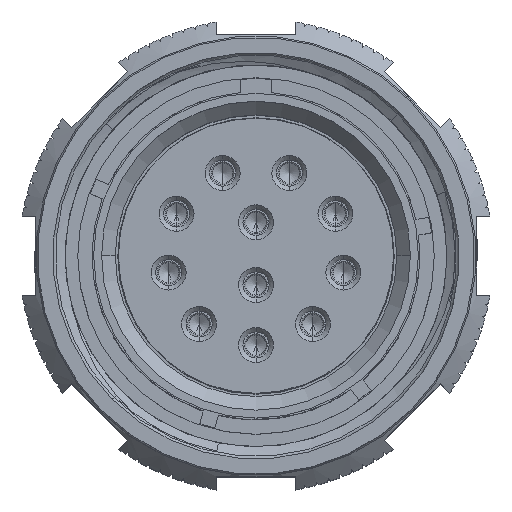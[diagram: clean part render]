
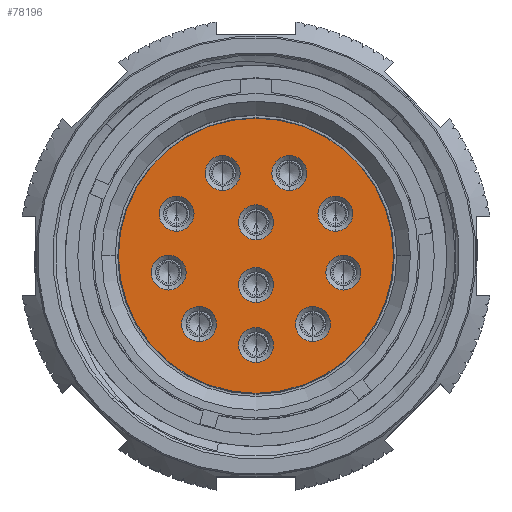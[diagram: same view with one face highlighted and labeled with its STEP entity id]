
A CAD part, top view. The second image highlights one B-rep face of the part: STEP entity #78196.
In plain terms, the highlighted planar face has unit normal (0, 0, 1).
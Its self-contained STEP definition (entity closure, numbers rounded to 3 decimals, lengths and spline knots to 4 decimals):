
#34388=CARTESIAN_POINT('',(0.,0.,0.583));
#34389=DIRECTION('',(0.,0.,1.));
#34390=DIRECTION('',(0.,1.,0.));
#34391=AXIS2_PLACEMENT_3D('',#34388,#34389,#34390);
#34393=CARTESIAN_POINT('',(0.,0.,0.583));
#34394=DIRECTION('',(0.,0.,-1.));
#34395=DIRECTION('',(0.,1.,0.));
#34396=AXIS2_PLACEMENT_3D('',#34393,#34394,#34395);
#34398=CARTESIAN_POINT('',(0.105,0.26,0.583));
#34399=DIRECTION('',(0.,0.,1.));
#34400=DIRECTION('',(0.,1.,0.));
#34401=AXIS2_PLACEMENT_3D('',#34398,#34399,#34400);
#34403=CARTESIAN_POINT('',(0.105,0.26,0.583));
#34404=DIRECTION('',(0.,0.,1.));
#34405=DIRECTION('',(0.,-1.,0.));
#34406=AXIS2_PLACEMENT_3D('',#34403,#34404,#34405);
#34408=CARTESIAN_POINT('',(0.25,0.132,0.583));
#34409=DIRECTION('',(0.,0.,1.));
#34410=DIRECTION('',(0.,1.,0.));
#34411=AXIS2_PLACEMENT_3D('',#34408,#34409,#34410);
#34413=CARTESIAN_POINT('',(0.25,0.132,0.583));
#34414=DIRECTION('',(0.,0.,1.));
#34415=DIRECTION('',(0.,-1.,0.));
#34416=AXIS2_PLACEMENT_3D('',#34413,#34414,#34415);
#34418=CARTESIAN_POINT('',(0.275,-0.053,0.583));
#34419=DIRECTION('',(0.,0.,1.));
#34420=DIRECTION('',(0.,1.,0.));
#34421=AXIS2_PLACEMENT_3D('',#34418,#34419,#34420);
#34423=CARTESIAN_POINT('',(0.275,-0.053,0.583));
#34424=DIRECTION('',(0.,0.,1.));
#34425=DIRECTION('',(0.,-1.,0.));
#34426=AXIS2_PLACEMENT_3D('',#34423,#34424,#34425);
#34428=CARTESIAN_POINT('',(0.179,-0.215,0.583));
#34429=DIRECTION('',(0.,0.,1.));
#34430=DIRECTION('',(0.,1.,0.));
#34431=AXIS2_PLACEMENT_3D('',#34428,#34429,#34430);
#34433=CARTESIAN_POINT('',(0.179,-0.215,0.583));
#34434=DIRECTION('',(0.,0.,1.));
#34435=DIRECTION('',(0.,-1.,0.));
#34436=AXIS2_PLACEMENT_3D('',#34433,#34434,#34435);
#34438=CARTESIAN_POINT('',(0.,-0.281,0.583));
#34439=DIRECTION('',(0.,0.,1.));
#34440=DIRECTION('',(0.,1.,0.));
#34441=AXIS2_PLACEMENT_3D('',#34438,#34439,#34440);
#34443=CARTESIAN_POINT('',(0.,-0.281,0.583));
#34444=DIRECTION('',(0.,0.,1.));
#34445=DIRECTION('',(0.,-1.,0.));
#34446=AXIS2_PLACEMENT_3D('',#34443,#34444,#34445);
#34448=CARTESIAN_POINT('',(-0.179,-0.215,0.583));
#34449=DIRECTION('',(0.,0.,1.));
#34450=DIRECTION('',(0.,1.,0.));
#34451=AXIS2_PLACEMENT_3D('',#34448,#34449,#34450);
#34453=CARTESIAN_POINT('',(-0.179,-0.215,0.583));
#34454=DIRECTION('',(0.,0.,1.));
#34455=DIRECTION('',(0.,-1.,0.));
#34456=AXIS2_PLACEMENT_3D('',#34453,#34454,#34455);
#34458=CARTESIAN_POINT('',(-0.275,-0.053,0.583));
#34459=DIRECTION('',(0.,0.,1.));
#34460=DIRECTION('',(0.,1.,0.));
#34461=AXIS2_PLACEMENT_3D('',#34458,#34459,#34460);
#34463=CARTESIAN_POINT('',(-0.275,-0.053,0.583));
#34464=DIRECTION('',(0.,0.,1.));
#34465=DIRECTION('',(0.,-1.,0.));
#34466=AXIS2_PLACEMENT_3D('',#34463,#34464,#34465);
#34468=CARTESIAN_POINT('',(-0.25,0.132,0.583));
#34469=DIRECTION('',(0.,0.,1.));
#34470=DIRECTION('',(0.,1.,0.));
#34471=AXIS2_PLACEMENT_3D('',#34468,#34469,#34470);
#34473=CARTESIAN_POINT('',(-0.25,0.132,0.583));
#34474=DIRECTION('',(0.,0.,1.));
#34475=DIRECTION('',(0.,-1.,0.));
#34476=AXIS2_PLACEMENT_3D('',#34473,#34474,#34475);
#34478=CARTESIAN_POINT('',(-0.105,0.26,0.583));
#34479=DIRECTION('',(0.,0.,1.));
#34480=DIRECTION('',(0.,1.,0.));
#34481=AXIS2_PLACEMENT_3D('',#34478,#34479,#34480);
#34483=CARTESIAN_POINT('',(-0.105,0.26,0.583));
#34484=DIRECTION('',(0.,0.,1.));
#34485=DIRECTION('',(0.,-1.,0.));
#34486=AXIS2_PLACEMENT_3D('',#34483,#34484,#34485);
#34488=CARTESIAN_POINT('',(0.,0.105,0.583));
#34489=DIRECTION('',(0.,0.,1.));
#34490=DIRECTION('',(0.,1.,0.));
#34491=AXIS2_PLACEMENT_3D('',#34488,#34489,#34490);
#34493=CARTESIAN_POINT('',(0.,0.105,0.583));
#34494=DIRECTION('',(0.,0.,1.));
#34495=DIRECTION('',(0.,-1.,0.));
#34496=AXIS2_PLACEMENT_3D('',#34493,#34494,#34495);
#34498=CARTESIAN_POINT('',(0.,-0.092,0.583));
#34499=DIRECTION('',(0.,0.,1.));
#34500=DIRECTION('',(0.,1.,0.));
#34501=AXIS2_PLACEMENT_3D('',#34498,#34499,#34500);
#34503=CARTESIAN_POINT('',(0.,-0.092,0.583));
#34504=DIRECTION('',(0.,0.,1.));
#34505=DIRECTION('',(0.,-1.,0.));
#34506=AXIS2_PLACEMENT_3D('',#34503,#34504,#34505);
#41113=CARTESIAN_POINT('',(0.,0.433,0.583));
#41115=VERTEX_POINT('',#41113);
#41121=CARTESIAN_POINT('',(0.,-0.433,0.583));
#41123=VERTEX_POINT('',#41121);
#41163=CARTESIAN_POINT('',(0.105,0.315,0.583));
#41164=CARTESIAN_POINT('',(0.105,0.205,0.583));
#41165=VERTEX_POINT('',#41163);
#41166=VERTEX_POINT('',#41164);
#41195=CARTESIAN_POINT('',(0.25,0.187,0.583));
#41196=VERTEX_POINT('',#41195);
#41201=CARTESIAN_POINT('',(0.25,0.077,0.583));
#41202=VERTEX_POINT('',#41201);
#41227=CARTESIAN_POINT('',(0.275,0.002,0.583));
#41228=VERTEX_POINT('',#41227);
#41233=CARTESIAN_POINT('',(0.275,-0.108,0.583));
#41234=VERTEX_POINT('',#41233);
#41259=CARTESIAN_POINT('',(0.179,-0.16,0.583));
#41260=VERTEX_POINT('',#41259);
#41265=CARTESIAN_POINT('',(0.179,-0.27,0.583));
#41266=VERTEX_POINT('',#41265);
#41291=CARTESIAN_POINT('',(0.,-0.226,0.583));
#41292=VERTEX_POINT('',#41291);
#41297=CARTESIAN_POINT('',(0.,-0.336,0.583));
#41298=VERTEX_POINT('',#41297);
#41323=CARTESIAN_POINT('',(-0.179,-0.16,0.583));
#41324=VERTEX_POINT('',#41323);
#41329=CARTESIAN_POINT('',(-0.179,-0.27,0.583));
#41330=VERTEX_POINT('',#41329);
#41355=CARTESIAN_POINT('',(-0.275,0.002,0.583));
#41356=VERTEX_POINT('',#41355);
#41361=CARTESIAN_POINT('',(-0.275,-0.108,0.583));
#41362=VERTEX_POINT('',#41361);
#41387=CARTESIAN_POINT('',(-0.25,0.187,0.583));
#41388=VERTEX_POINT('',#41387);
#41393=CARTESIAN_POINT('',(-0.25,0.077,0.583));
#41394=VERTEX_POINT('',#41393);
#41419=CARTESIAN_POINT('',(-0.105,0.315,0.583));
#41420=VERTEX_POINT('',#41419);
#41425=CARTESIAN_POINT('',(-0.105,0.205,0.583));
#41426=VERTEX_POINT('',#41425);
#41451=CARTESIAN_POINT('',(0.,0.16,0.583));
#41452=VERTEX_POINT('',#41451);
#41457=CARTESIAN_POINT('',(0.,0.05,0.583));
#41458=VERTEX_POINT('',#41457);
#41483=CARTESIAN_POINT('',(0.,-0.037,0.583));
#41484=VERTEX_POINT('',#41483);
#41489=CARTESIAN_POINT('',(0.,-0.147,0.583));
#41490=VERTEX_POINT('',#41489);
#78121=CARTESIAN_POINT('',(0.,0.,0.583));
#78122=DIRECTION('',(0.,0.,-1.));
#78123=DIRECTION('',(0.,-1.,0.));
#78124=AXIS2_PLACEMENT_3D('',#78121,#78122,#78123);
#78125=PLANE('',#78124);
#78126=ORIENTED_EDGE('',*,*,#78100,.F.);
#78127=ORIENTED_EDGE('',*,*,#78116,.T.);
#78128=EDGE_LOOP('',(#78126,#78127));
#78129=FACE_OUTER_BOUND('',#78128,.F.);
#78131=ORIENTED_EDGE('',*,*,#78130,.T.);
#78133=ORIENTED_EDGE('',*,*,#78132,.T.);
#78134=EDGE_LOOP('',(#78131,#78133));
#78135=FACE_BOUND('',#78134,.F.);
#78137=ORIENTED_EDGE('',*,*,#78136,.T.);
#78139=ORIENTED_EDGE('',*,*,#78138,.T.);
#78140=EDGE_LOOP('',(#78137,#78139));
#78141=FACE_BOUND('',#78140,.F.);
#78143=ORIENTED_EDGE('',*,*,#78142,.T.);
#78145=ORIENTED_EDGE('',*,*,#78144,.T.);
#78146=EDGE_LOOP('',(#78143,#78145));
#78147=FACE_BOUND('',#78146,.F.);
#78149=ORIENTED_EDGE('',*,*,#78148,.T.);
#78151=ORIENTED_EDGE('',*,*,#78150,.T.);
#78152=EDGE_LOOP('',(#78149,#78151));
#78153=FACE_BOUND('',#78152,.F.);
#78155=ORIENTED_EDGE('',*,*,#78154,.T.);
#78157=ORIENTED_EDGE('',*,*,#78156,.T.);
#78158=EDGE_LOOP('',(#78155,#78157));
#78159=FACE_BOUND('',#78158,.F.);
#78161=ORIENTED_EDGE('',*,*,#78160,.T.);
#78163=ORIENTED_EDGE('',*,*,#78162,.T.);
#78164=EDGE_LOOP('',(#78161,#78163));
#78165=FACE_BOUND('',#78164,.F.);
#78167=ORIENTED_EDGE('',*,*,#78166,.T.);
#78169=ORIENTED_EDGE('',*,*,#78168,.T.);
#78170=EDGE_LOOP('',(#78167,#78169));
#78171=FACE_BOUND('',#78170,.F.);
#78173=ORIENTED_EDGE('',*,*,#78172,.T.);
#78175=ORIENTED_EDGE('',*,*,#78174,.T.);
#78176=EDGE_LOOP('',(#78173,#78175));
#78177=FACE_BOUND('',#78176,.F.);
#78179=ORIENTED_EDGE('',*,*,#78178,.T.);
#78181=ORIENTED_EDGE('',*,*,#78180,.T.);
#78182=EDGE_LOOP('',(#78179,#78181));
#78183=FACE_BOUND('',#78182,.F.);
#78185=ORIENTED_EDGE('',*,*,#78184,.T.);
#78187=ORIENTED_EDGE('',*,*,#78186,.T.);
#78188=EDGE_LOOP('',(#78185,#78187));
#78189=FACE_BOUND('',#78188,.F.);
#78191=ORIENTED_EDGE('',*,*,#78190,.T.);
#78193=ORIENTED_EDGE('',*,*,#78192,.T.);
#78194=EDGE_LOOP('',(#78191,#78193));
#78195=FACE_BOUND('',#78194,.F.);
#78196=ADVANCED_FACE('',(#78129,#78135,#78141,#78147,#78153,#78159,#78165,
#78171,#78177,#78183,#78189,#78195),#78125,.F.);
#34392=CIRCLE('',#34391,0.433);
#34397=CIRCLE('',#34396,0.433);
#34402=CIRCLE('',#34401,0.055);
#34407=CIRCLE('',#34406,0.055);
#34412=CIRCLE('',#34411,0.055);
#34417=CIRCLE('',#34416,0.055);
#34422=CIRCLE('',#34421,0.055);
#34427=CIRCLE('',#34426,0.055);
#34432=CIRCLE('',#34431,0.055);
#34437=CIRCLE('',#34436,0.055);
#34442=CIRCLE('',#34441,0.055);
#34447=CIRCLE('',#34446,0.055);
#34452=CIRCLE('',#34451,0.055);
#34457=CIRCLE('',#34456,0.055);
#34462=CIRCLE('',#34461,0.055);
#34467=CIRCLE('',#34466,0.055);
#34472=CIRCLE('',#34471,0.055);
#34477=CIRCLE('',#34476,0.055);
#34482=CIRCLE('',#34481,0.055);
#34487=CIRCLE('',#34486,0.055);
#34492=CIRCLE('',#34491,0.055);
#34497=CIRCLE('',#34496,0.055);
#34502=CIRCLE('',#34501,0.055);
#34507=CIRCLE('',#34506,0.055);
#78100=EDGE_CURVE('',#41115,#41123,#34392,.T.);
#78116=EDGE_CURVE('',#41115,#41123,#34397,.T.);
#78130=EDGE_CURVE('',#41165,#41166,#34402,.T.);
#78132=EDGE_CURVE('',#41166,#41165,#34407,.T.);
#78136=EDGE_CURVE('',#41196,#41202,#34412,.T.);
#78138=EDGE_CURVE('',#41202,#41196,#34417,.T.);
#78142=EDGE_CURVE('',#41228,#41234,#34422,.T.);
#78144=EDGE_CURVE('',#41234,#41228,#34427,.T.);
#78148=EDGE_CURVE('',#41260,#41266,#34432,.T.);
#78150=EDGE_CURVE('',#41266,#41260,#34437,.T.);
#78154=EDGE_CURVE('',#41292,#41298,#34442,.T.);
#78156=EDGE_CURVE('',#41298,#41292,#34447,.T.);
#78160=EDGE_CURVE('',#41324,#41330,#34452,.T.);
#78162=EDGE_CURVE('',#41330,#41324,#34457,.T.);
#78166=EDGE_CURVE('',#41356,#41362,#34462,.T.);
#78168=EDGE_CURVE('',#41362,#41356,#34467,.T.);
#78172=EDGE_CURVE('',#41388,#41394,#34472,.T.);
#78174=EDGE_CURVE('',#41394,#41388,#34477,.T.);
#78178=EDGE_CURVE('',#41420,#41426,#34482,.T.);
#78180=EDGE_CURVE('',#41426,#41420,#34487,.T.);
#78184=EDGE_CURVE('',#41452,#41458,#34492,.T.);
#78186=EDGE_CURVE('',#41458,#41452,#34497,.T.);
#78190=EDGE_CURVE('',#41484,#41490,#34502,.T.);
#78192=EDGE_CURVE('',#41490,#41484,#34507,.T.);
